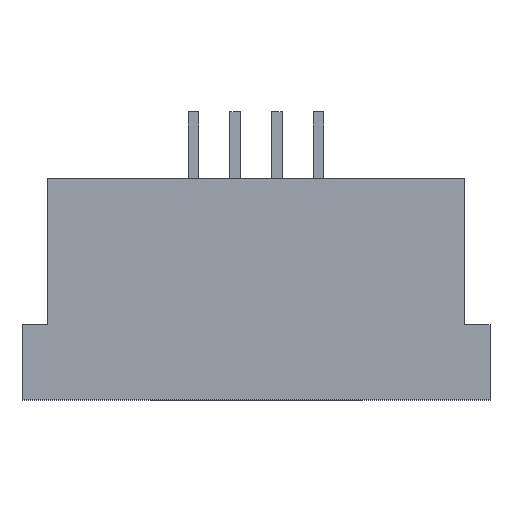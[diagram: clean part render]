
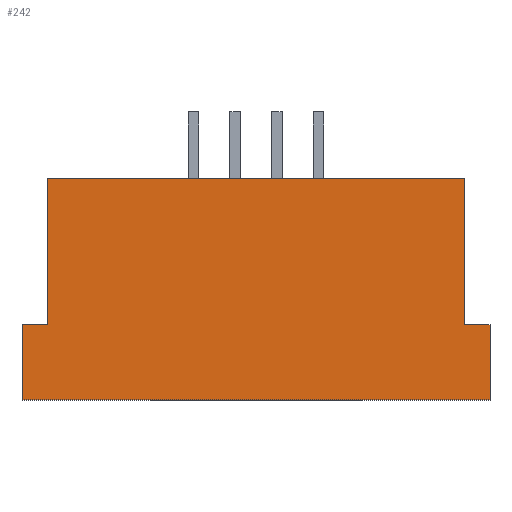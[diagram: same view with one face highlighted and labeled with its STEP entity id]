
A CAD part, top view. The second image highlights one B-rep face of the part: STEP entity #242.
In plain terms, the highlighted planar face has unit normal (0, 0, 1).
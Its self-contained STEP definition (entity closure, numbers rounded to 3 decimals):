
#32 = VERTEX_POINT('',#33);
#33 = CARTESIAN_POINT('',(-5.6,-4.3,2.5));
#39 = EDGE_CURVE('',#32,#40,#42,.T.);
#40 = VERTEX_POINT('',#41);
#41 = CARTESIAN_POINT('',(-5.6,-6.1,2.5));
#42 = LINE('',#43,#44);
#43 = CARTESIAN_POINT('',(-5.6,-0.8,2.5));
#44 = VECTOR('',#45,1.);
#45 = DIRECTION('',(0.,-1.,0.));
#189 = EDGE_CURVE('',#40,#190,#192,.T.);
#190 = VERTEX_POINT('',#191);
#191 = CARTESIAN_POINT('',(5.6,-6.1,2.5));
#192 = LINE('',#193,#194);
#193 = CARTESIAN_POINT('',(-5.6,-6.1,2.5));
#194 = VECTOR('',#195,1.);
#195 = DIRECTION('',(1.,0.,0.));
#242 = ADVANCED_FACE('',(#243),#293,.T.);
#243 = FACE_BOUND('',#244,.T.);
#244 = EDGE_LOOP('',(#245,#255,#261,#262,#263,#271,#279,#287));
#245 = ORIENTED_EDGE('',*,*,#246,.T.);
#246 = EDGE_CURVE('',#247,#249,#251,.T.);
#247 = VERTEX_POINT('',#248);
#248 = CARTESIAN_POINT('',(-5.,-0.8,2.5));
#249 = VERTEX_POINT('',#250);
#250 = CARTESIAN_POINT('',(-5.,-4.3,2.5));
#251 = LINE('',#252,#253);
#252 = CARTESIAN_POINT('',(-5.,-3.875,2.5));
#253 = VECTOR('',#254,1.);
#254 = DIRECTION('',(0.,-1.,0.));
#255 = ORIENTED_EDGE('',*,*,#256,.T.);
#256 = EDGE_CURVE('',#249,#32,#257,.T.);
#257 = LINE('',#258,#259);
#258 = CARTESIAN_POINT('',(-2.8,-4.3,2.5));
#259 = VECTOR('',#260,1.);
#260 = DIRECTION('',(-1.,0.,0.));
#261 = ORIENTED_EDGE('',*,*,#39,.T.);
#262 = ORIENTED_EDGE('',*,*,#189,.T.);
#263 = ORIENTED_EDGE('',*,*,#264,.T.);
#264 = EDGE_CURVE('',#190,#265,#267,.T.);
#265 = VERTEX_POINT('',#266);
#266 = CARTESIAN_POINT('',(5.6,-4.3,2.5));
#267 = LINE('',#268,#269);
#268 = CARTESIAN_POINT('',(5.6,-6.1,2.5));
#269 = VECTOR('',#270,1.);
#270 = DIRECTION('',(0.,1.,0.));
#271 = ORIENTED_EDGE('',*,*,#272,.F.);
#272 = EDGE_CURVE('',#273,#265,#275,.T.);
#273 = VERTEX_POINT('',#274);
#274 = CARTESIAN_POINT('',(5.,-4.3,2.5));
#275 = LINE('',#276,#277);
#276 = CARTESIAN_POINT('',(2.8,-4.3,2.5));
#277 = VECTOR('',#278,1.);
#278 = DIRECTION('',(1.,0.,0.));
#279 = ORIENTED_EDGE('',*,*,#280,.F.);
#280 = EDGE_CURVE('',#281,#273,#283,.T.);
#281 = VERTEX_POINT('',#282);
#282 = CARTESIAN_POINT('',(5.,-0.8,2.5));
#283 = LINE('',#284,#285);
#284 = CARTESIAN_POINT('',(5.,-3.875,2.5));
#285 = VECTOR('',#286,1.);
#286 = DIRECTION('',(0.,-1.,0.));
#287 = ORIENTED_EDGE('',*,*,#288,.T.);
#288 = EDGE_CURVE('',#281,#247,#289,.T.);
#289 = LINE('',#290,#291);
#290 = CARTESIAN_POINT('',(5.6,-0.8,2.5));
#291 = VECTOR('',#292,1.);
#292 = DIRECTION('',(-1.,0.,0.));
#293 = PLANE('',#294);
#294 = AXIS2_PLACEMENT_3D('',#295,#296,#297);
#295 = CARTESIAN_POINT('',(0.,-3.45,2.5));
#296 = DIRECTION('',(0.,0.,1.));
#297 = DIRECTION('',(1.,0.,0.));
